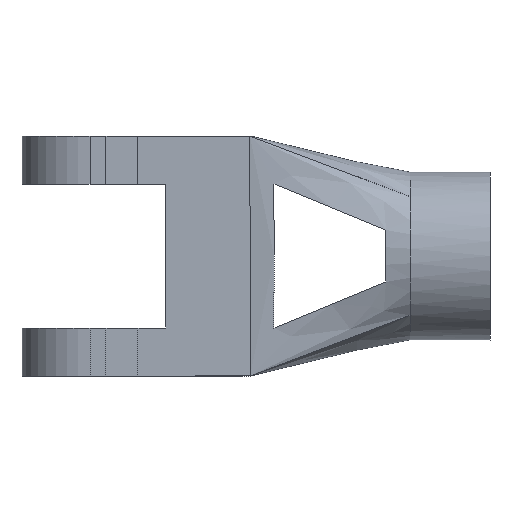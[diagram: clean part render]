
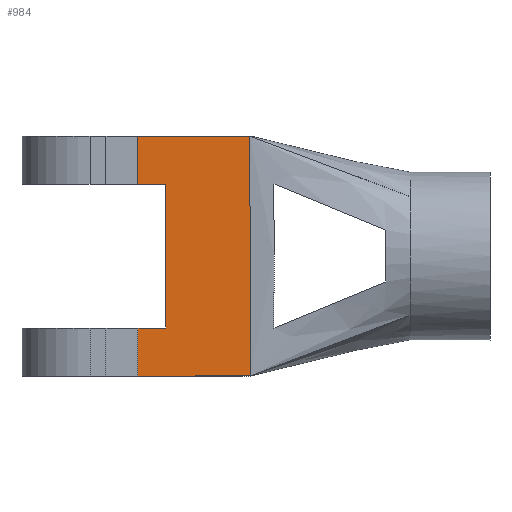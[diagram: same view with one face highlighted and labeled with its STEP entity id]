
A CAD part, front view. The second image highlights one B-rep face of the part: STEP entity #984.
In plain terms, the highlighted planar face has unit normal (0, -1, 0).
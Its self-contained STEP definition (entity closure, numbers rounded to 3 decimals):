
#11 = VECTOR ( 'NONE', #365, 1000. ) ;
#74 = CARTESIAN_POINT ( 'NONE',  ( 0., -8.5, 30. ) ) ;
#75 = PLANE ( 'NONE',  #1778 ) ;
#122 = ORIENTED_EDGE ( 'NONE', *, *, #1899, .F. ) ;
#131 = EDGE_CURVE ( 'NONE', #1481, #236, #293, .T. ) ;
#138 = ORIENTED_EDGE ( 'NONE', *, *, #690, .F. ) ;
#236 = VERTEX_POINT ( 'NONE', #1777 ) ;
#261 = CARTESIAN_POINT ( 'NONE',  ( 9.465, -8.5, 30. ) ) ;
#276 = LINE ( 'NONE', #454, #1978 ) ;
#293 = LINE ( 'NONE', #770, #1142 ) ;
#312 = ORIENTED_EDGE ( 'NONE', *, *, #1278, .T. ) ;
#338 = LINE ( 'NONE', #1814, #507 ) ;
#365 = DIRECTION ( 'NONE',  ( 0., 0., 1. ) ) ;
#448 = DIRECTION ( 'NONE',  ( 0., 0., 1. ) ) ;
#454 = CARTESIAN_POINT ( 'NONE',  ( 0., -8.5, 6. ) ) ;
#468 = VERTEX_POINT ( 'NONE', #1210 ) ;
#494 = CARTESIAN_POINT ( 'NONE',  ( 6., -8.5, 6. ) ) ;
#507 = VECTOR ( 'NONE', #2032, 1000. ) ;
#513 = EDGE_CURVE ( 'NONE', #1308, #1385, #876, .T. ) ;
#647 = VECTOR ( 'NONE', #448, 1000. ) ;
#681 = ORIENTED_EDGE ( 'NONE', *, *, #1989, .F. ) ;
#690 = EDGE_CURVE ( 'NONE', #1270, #1577, #338, .T. ) ;
#692 = DIRECTION ( 'NONE',  ( 0., 1., 0. ) ) ;
#701 = FACE_OUTER_BOUND ( 'NONE', #805, .T. ) ;
#711 = DIRECTION ( 'NONE',  ( 1., 0., 0. ) ) ;
#736 = ORIENTED_EDGE ( 'NONE', *, *, #756, .F. ) ;
#752 = CARTESIAN_POINT ( 'NONE',  ( 20., -8.5, 30. ) ) ;
#756 = EDGE_CURVE ( 'NONE', #1577, #1481, #1802, .T. ) ;
#770 = CARTESIAN_POINT ( 'NONE',  ( 20., -8.5, 30. ) ) ;
#805 = EDGE_LOOP ( 'NONE', ( #138, #681, #904, #1508, #122, #312, #1336, #736 ) ) ;
#840 = CARTESIAN_POINT ( 'NONE',  ( 9.465, -8.5, 24. ) ) ;
#861 = LINE ( 'NONE', #1387, #1630 ) ;
#876 = LINE ( 'NONE', #261, #647 ) ;
#904 = ORIENTED_EDGE ( 'NONE', *, *, #513, .F. ) ;
#948 = VECTOR ( 'NONE', #711, 1000. ) ;
#956 = CARTESIAN_POINT ( 'NONE',  ( 6., -8.5, 30. ) ) ;
#976 = VERTEX_POINT ( 'NONE', #494 ) ;
#984 = ADVANCED_FACE ( 'NONE', ( #701 ), #75, .F. ) ;
#1080 = LINE ( 'NONE', #1426, #1702 ) ;
#1142 = VECTOR ( 'NONE', #1755, 1000. ) ;
#1173 = CARTESIAN_POINT ( 'NONE',  ( 6., -8.5, 0. ) ) ;
#1210 = CARTESIAN_POINT ( 'NONE',  ( 6., -8.5, 0. ) ) ;
#1270 = VERTEX_POINT ( 'NONE', #1659 ) ;
#1278 = EDGE_CURVE ( 'NONE', #468, #236, #861, .T. ) ;
#1308 = VERTEX_POINT ( 'NONE', #1341 ) ;
#1336 = ORIENTED_EDGE ( 'NONE', *, *, #131, .F. ) ;
#1341 = CARTESIAN_POINT ( 'NONE',  ( 9.465, -8.5, 6. ) ) ;
#1359 = CARTESIAN_POINT ( 'NONE',  ( 0., -8.5, 30. ) ) ;
#1385 = VERTEX_POINT ( 'NONE', #840 ) ;
#1387 = CARTESIAN_POINT ( 'NONE',  ( 0., -8.5, 0. ) ) ;
#1426 = CARTESIAN_POINT ( 'NONE',  ( 0., -8.5, 24. ) ) ;
#1481 = VERTEX_POINT ( 'NONE', #752 ) ;
#1508 = ORIENTED_EDGE ( 'NONE', *, *, #2014, .F. ) ;
#1521 = DIRECTION ( 'NONE',  ( 1., 0., 0. ) ) ;
#1577 = VERTEX_POINT ( 'NONE', #956 ) ;
#1630 = VECTOR ( 'NONE', #1521, 1000. ) ;
#1659 = CARTESIAN_POINT ( 'NONE',  ( 6., -8.5, 24. ) ) ;
#1702 = VECTOR ( 'NONE', #2071, 1000. ) ;
#1755 = DIRECTION ( 'NONE',  ( 0., 0., -1. ) ) ;
#1759 = DIRECTION ( 'NONE',  ( 1., 0., 0. ) ) ;
#1777 = CARTESIAN_POINT ( 'NONE',  ( 20., -8.5, 0. ) ) ;
#1778 = AXIS2_PLACEMENT_3D ( 'NONE', #1359, #692, #2013 ) ;
#1802 = LINE ( 'NONE', #74, #948 ) ;
#1814 = CARTESIAN_POINT ( 'NONE',  ( 6., -8.5, 24. ) ) ;
#1899 = EDGE_CURVE ( 'NONE', #468, #976, #2016, .T. ) ;
#1978 = VECTOR ( 'NONE', #1759, 1000. ) ;
#1989 = EDGE_CURVE ( 'NONE', #1385, #1270, #1080, .T. ) ;
#2013 = DIRECTION ( 'NONE',  ( 0., 0., 1. ) ) ;
#2014 = EDGE_CURVE ( 'NONE', #976, #1308, #276, .T. ) ;
#2016 = LINE ( 'NONE', #1173, #11 ) ;
#2032 = DIRECTION ( 'NONE',  ( 0., 0., 1. ) ) ;
#2071 = DIRECTION ( 'NONE',  ( -1., 0., 0. ) ) ;
